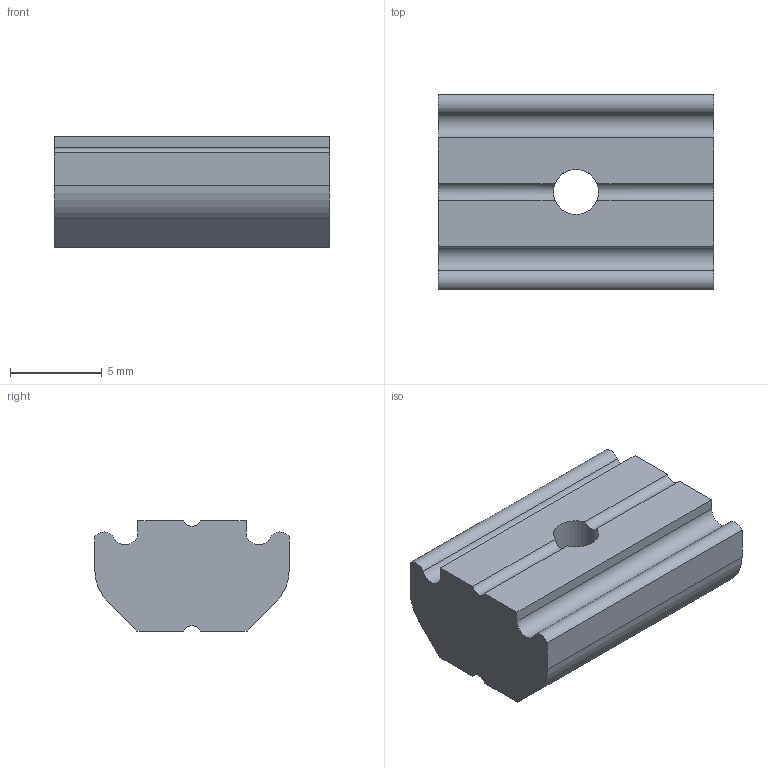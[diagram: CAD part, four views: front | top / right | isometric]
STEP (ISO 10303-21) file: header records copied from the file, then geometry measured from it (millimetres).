
FILE_DESCRIPTION( ( 'Unknown' ), '1' );
FILE_NAME( 'CA.GWP.3U.stp', 'Unknown', ( 'Unknown' ), ( 'Unknown' ), 'PSStep 13.0', 'Unknown', ' ' );
FILE_SCHEMA( ( 'AUTOMOTIVE_DESIGN { 1 0 10303 214 1 1 1 1 }' ) );
Length unit declared in the file: millimetre
Products named in the file (1): 1
Bounding box: 15 x 10.6 x 6 mm (x, y, z)
Volume: 769.6 mm3; surface area: 617.5 mm2
Topology: 1 solids, 1 shells, 24 faces, 70 edges, 46 vertices
Faces by surface type: plane 13, cylinder 11
Full cylindrical faces by diameter (mm): 2.459 x1
Entity records: 849 total; most frequent: CARTESIAN_POINT 176, ORIENTED_EDGE 138, DIRECTION 135, EDGE_CURVE 69, VERTEX_POINT 46, AXIS2_PLACEMENT_3D 45, LINE 45, VECTOR 45
